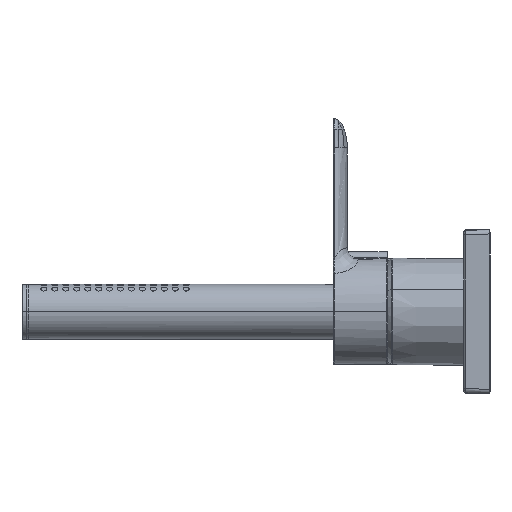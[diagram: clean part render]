
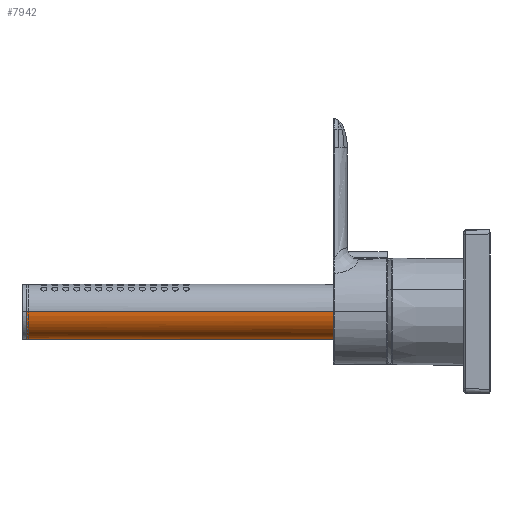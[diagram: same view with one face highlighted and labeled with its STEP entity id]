
A CAD part, left-side view. The second image highlights one B-rep face of the part: STEP entity #7942.
In plain terms, the highlighted cylindrical face has radius 12.5 mm (diameter 25 mm), a partial arc.
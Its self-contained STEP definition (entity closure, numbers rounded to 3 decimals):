
#2 = B_SPLINE_CURVE_WITH_KNOTS ( 'NONE', 3,
 ( #16621, #16689, #756, #12590, #18569, #12456, #15528, #9546, #3779, #17138 ),
 .UNSPECIFIED., .F., .F.,
 ( 4, 2, 2, 2, 4 ),
 ( 0.502, 0.627, 0.751, 0.876, 1. ),
 .UNSPECIFIED. ) ;
#756 = CARTESIAN_POINT ( 'NONE',  ( 832.225, 1159.793, 1465.032 ) ) ;
#905 = VERTEX_POINT ( 'NONE', #2159 ) ;
#1049 = CIRCLE ( 'NONE', #5560, 12.5 ) ;
#1185 = B_SPLINE_CURVE_WITH_KNOTS ( 'NONE', 3,
 ( #7944, #16561, #4827, #7820, #10668, #7692, #18252, #18055, #16817, #9360 ),
 .UNSPECIFIED., .F., .F.,
 ( 4, 2, 2, 2, 4 ),
 ( 0., 0.126, 0.251, 0.377, 0.502 ),
 .UNSPECIFIED. ) ;
#1997 = CARTESIAN_POINT ( 'NONE',  ( 856.905, 1159.793, 1468.277 ) ) ;
#2159 = CARTESIAN_POINT ( 'NONE',  ( 844.244, 1159.793, 1455.778 ) ) ;
#2807 = EDGE_CURVE ( 'NONE', #6521, #16086, #11279, .T. ) ;
#3688 = VERTEX_POINT ( 'NONE', #3945 ) ;
#3779 = CARTESIAN_POINT ( 'NONE',  ( 842.621, 1159.793, 1455.799 ) ) ;
#3945 = CARTESIAN_POINT ( 'NONE',  ( 831.905, 975.193, 1468.277 ) ) ;
#4827 = CARTESIAN_POINT ( 'NONE',  ( 847.677, 1159.793, 1456.102 ) ) ;
#5560 = AXIS2_PLACEMENT_3D ( 'NONE', #13869, #12439, #9466 ) ;
#6203 = ORIENTED_EDGE ( 'NONE', *, *, #16557, .F. ) ;
#6334 = DIRECTION ( 'NONE',  ( 0., -1., 0. ) ) ;
#6433 = AXIS2_PLACEMENT_3D ( 'NONE', #8757, #8696, #11722 ) ;
#6521 = VERTEX_POINT ( 'NONE', #8743 ) ;
#6995 = VERTEX_POINT ( 'NONE', #14800 ) ;
#7546 = CYLINDRICAL_SURFACE ( 'NONE', #6433, 12.5 ) ;
#7629 = CARTESIAN_POINT ( 'NONE',  ( 856.905, 975.193, 1468.277 ) ) ;
#7651 = DIRECTION ( 'NONE',  ( 1., 0., 0. ) ) ;
#7692 = CARTESIAN_POINT ( 'NONE',  ( 854.401, 1159.793, 1460.595 ) ) ;
#7820 = CARTESIAN_POINT ( 'NONE',  ( 850.7, 1159.793, 1457.355 ) ) ;
#7942 = ADVANCED_FACE ( 'NONE', ( #10320 ), #7546, .T. ) ;
#7944 = CARTESIAN_POINT ( 'NONE',  ( 844.405, 1159.793, 1455.777 ) ) ;
#8074 = CARTESIAN_POINT ( 'NONE',  ( 831.905, 1159.793, 1468.277 ) ) ;
#8652 = CIRCLE ( 'NONE', #11229, 12.5 ) ;
#8696 = DIRECTION ( 'NONE',  ( 0., -1., 0. ) ) ;
#8743 = CARTESIAN_POINT ( 'NONE',  ( 856.905, 1159.793, 1468.277 ) ) ;
#8757 = CARTESIAN_POINT ( 'NONE',  ( 844.405, 1159.793, 1468.277 ) ) ;
#8932 = EDGE_CURVE ( 'NONE', #905, #12950, #1049, .T. ) ;
#8975 = ORIENTED_EDGE ( 'NONE', *, *, #2807, .T. ) ;
#9360 = CARTESIAN_POINT ( 'NONE',  ( 856.905, 1159.793, 1468.277 ) ) ;
#9466 = DIRECTION ( 'NONE',  ( -1., 0., 0. ) ) ;
#9546 = CARTESIAN_POINT ( 'NONE',  ( 841.003, 1159.793, 1456.14 ) ) ;
#10033 = VECTOR ( 'NONE', #16885, 1000. ) ;
#10320 = FACE_OUTER_BOUND ( 'NONE', #16416, .T. ) ;
#10668 = CARTESIAN_POINT ( 'NONE',  ( 852.087, 1159.793, 1458.281 ) ) ;
#11229 = AXIS2_PLACEMENT_3D ( 'NONE', #12169, #18078, #7651 ) ;
#11279 = LINE ( 'NONE', #1997, #17538 ) ;
#11722 = DIRECTION ( 'NONE',  ( -1., 0., 0. ) ) ;
#12169 = CARTESIAN_POINT ( 'NONE',  ( 844.405, 975.193, 1468.277 ) ) ;
#12439 = DIRECTION ( 'NONE',  ( 0., -1., 0. ) ) ;
#12456 = CARTESIAN_POINT ( 'NONE',  ( 836.649, 1159.793, 1458.34 ) ) ;
#12470 = CARTESIAN_POINT ( 'NONE',  ( 844.405, 1159.793, 1455.777 ) ) ;
#12590 = CARTESIAN_POINT ( 'NONE',  ( 833.457, 1159.793, 1462.029 ) ) ;
#12950 = VERTEX_POINT ( 'NONE', #12470 ) ;
#13273 = LINE ( 'NONE', #8074, #10033 ) ;
#13666 = ORIENTED_EDGE ( 'NONE', *, *, #17542, .F. ) ;
#13869 = CARTESIAN_POINT ( 'NONE',  ( 844.405, 1159.793, 1468.277 ) ) ;
#14770 = ORIENTED_EDGE ( 'NONE', *, *, #16186, .T. ) ;
#14800 = CARTESIAN_POINT ( 'NONE',  ( 831.905, 1159.793, 1468.277 ) ) ;
#15100 = ORIENTED_EDGE ( 'NONE', *, *, #16101, .T. ) ;
#15528 = CARTESIAN_POINT ( 'NONE',  ( 838.016, 1159.793, 1457.411 ) ) ;
#16042 = ORIENTED_EDGE ( 'NONE', *, *, #8932, .T. ) ;
#16086 = VERTEX_POINT ( 'NONE', #7629 ) ;
#16101 = EDGE_CURVE ( 'NONE', #12950, #6521, #1185, .T. ) ;
#16186 = EDGE_CURVE ( 'NONE', #6995, #905, #2, .T. ) ;
#16416 = EDGE_LOOP ( 'NONE', ( #15100, #8975, #13666, #6203, #14770, #16042 ) ) ;
#16557 = EDGE_CURVE ( 'NONE', #6995, #3688, #13273, .T. ) ;
#16561 = CARTESIAN_POINT ( 'NONE',  ( 846.041, 1159.793, 1455.777 ) ) ;
#16621 = CARTESIAN_POINT ( 'NONE',  ( 831.905, 1159.793, 1468.277 ) ) ;
#16689 = CARTESIAN_POINT ( 'NONE',  ( 831.905, 1159.793, 1466.654 ) ) ;
#16817 = CARTESIAN_POINT ( 'NONE',  ( 856.905, 1159.793, 1466.641 ) ) ;
#16885 = DIRECTION ( 'NONE',  ( 0., -1., 0. ) ) ;
#17138 = CARTESIAN_POINT ( 'NONE',  ( 844.244, 1159.793, 1455.778 ) ) ;
#17538 = VECTOR ( 'NONE', #6334, 1000. ) ;
#17542 = EDGE_CURVE ( 'NONE', #3688, #16086, #8652, .T. ) ;
#18055 = CARTESIAN_POINT ( 'NONE',  ( 856.579, 1159.793, 1465.005 ) ) ;
#18078 = DIRECTION ( 'NONE',  ( 0., -1., 0. ) ) ;
#18252 = CARTESIAN_POINT ( 'NONE',  ( 855.327, 1159.793, 1461.982 ) ) ;
#18569 = CARTESIAN_POINT ( 'NONE',  ( 834.369, 1159.793, 1460.65 ) ) ;
